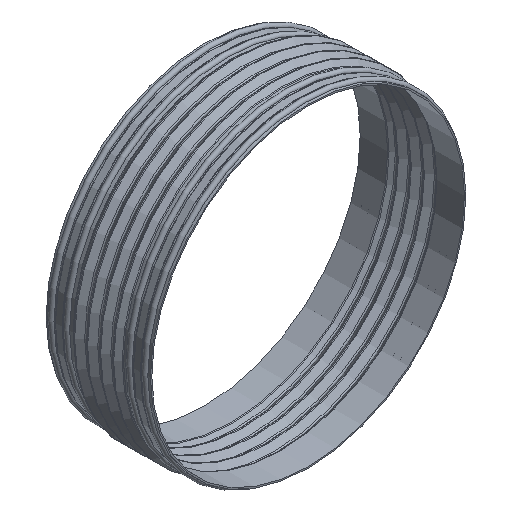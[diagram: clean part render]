
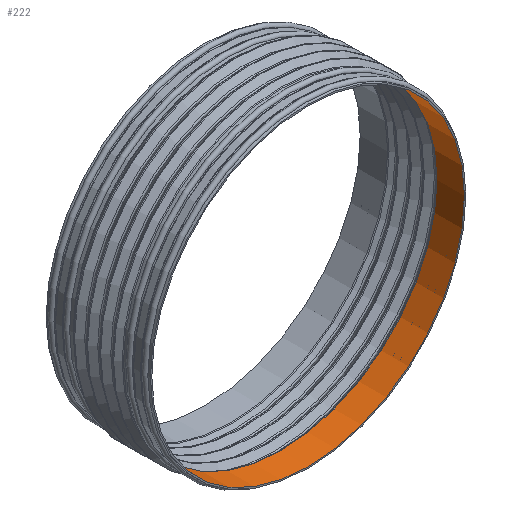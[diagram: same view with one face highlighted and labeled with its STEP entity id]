
A CAD part, isometric view. The second image highlights one B-rep face of the part: STEP entity #222.
In plain terms, the highlighted cylindrical face has radius 225 mm (diameter 450 mm), a full revolution.
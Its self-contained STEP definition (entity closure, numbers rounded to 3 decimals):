
#222 = ADVANCED_FACE( '', ( #521, #522 ), #523, .F. );
#521 = FACE_OUTER_BOUND( '', #872, .T. );
#522 = FACE_OUTER_BOUND( '', #873, .T. );
#523 = CYLINDRICAL_SURFACE( '', #874, 225. );
#872 = EDGE_LOOP( '', ( #1422 ) );
#873 = EDGE_LOOP( '', ( #1423 ) );
#874 = AXIS2_PLACEMENT_3D( '', #1424, #1425, #1426 );
#1422 = ORIENTED_EDGE( '', *, *, #1896, .T. );
#1423 = ORIENTED_EDGE( '', *, *, #1904, .F. );
#1424 = CARTESIAN_POINT( '', ( 0., 0., 0. ) );
#1425 = DIRECTION( '', ( 0., 1., 0. ) );
#1426 = DIRECTION( '', ( 0., 0., -1. ) );
#1896 = EDGE_CURVE( '', #2260, #2260, #2261, .T. );
#1904 = EDGE_CURVE( '', #2269, #2269, #2270, .T. );
#2260 = VERTEX_POINT( '', #2695 );
#2261 = CIRCLE( '', #2696, 225. );
#2269 = VERTEX_POINT( '', #2704 );
#2270 = CIRCLE( '', #2705, 225. );
#2695 = CARTESIAN_POINT( '', ( 0., 0., -225. ) );
#2696 = AXIS2_PLACEMENT_3D( '', #3066, #3067, #3068 );
#2704 = CARTESIAN_POINT( '', ( 0., 39.5, -225. ) );
#2705 = AXIS2_PLACEMENT_3D( '', #3072, #3073, #3074 );
#3066 = CARTESIAN_POINT( '', ( 0., 0., 0. ) );
#3067 = DIRECTION( '', ( 0., -1., 0. ) );
#3068 = DIRECTION( '', ( 0., 0., -1. ) );
#3072 = CARTESIAN_POINT( '', ( 0., 39.5, 0. ) );
#3073 = DIRECTION( '', ( 0., -1., 0. ) );
#3074 = DIRECTION( '', ( 0., 0., -1. ) );
